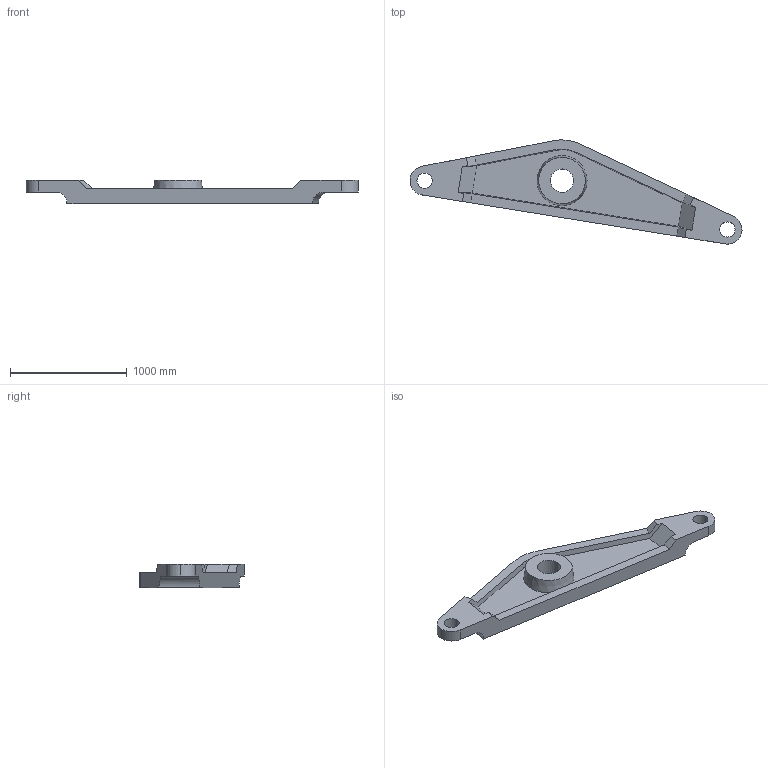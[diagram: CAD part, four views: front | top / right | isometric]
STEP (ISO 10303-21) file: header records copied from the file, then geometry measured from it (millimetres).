
FILE_DESCRIPTION (( 'STEP AP203' ), '1' );
FILE_NAME ('bras3.STEP', '2009-10-26T14:42:28', ( '' ), ( '' ), 'SwSTEP 2.0', 'SolidWorks 2005235', '' );
FILE_SCHEMA (( 'CONFIG_CONTROL_DESIGN' ));
Length unit declared in the file: millimetre
Products named in the file (1): bras3
Bounding box: 2849.86 x 894.8 x 200 mm (x, y, z)
Volume: 141041359.4 mm3; surface area: 3835636.9 mm2
Topology: 1 solids, 1 shells, 36 faces, 99 edges, 66 vertices
Faces by surface type: plane 21, cylinder 12, cone 3
Entity records: 1240 total; most frequent: CARTESIAN_POINT 208, DIRECTION 199, ORIENTED_EDGE 198, EDGE_CURVE 99, VECTOR 69, LINE 69, VERTEX_POINT 66, AXIS2_PLACEMENT_3D 65
